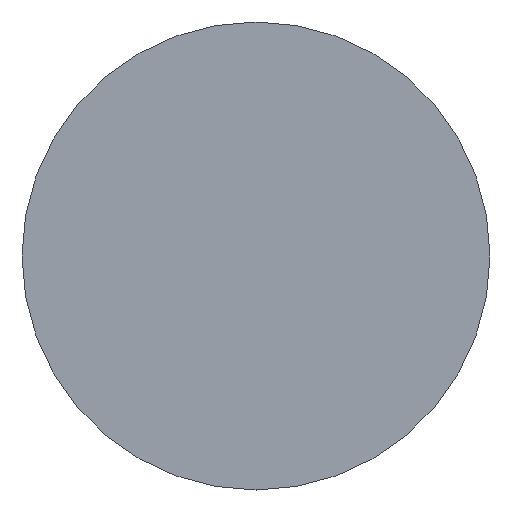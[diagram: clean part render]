
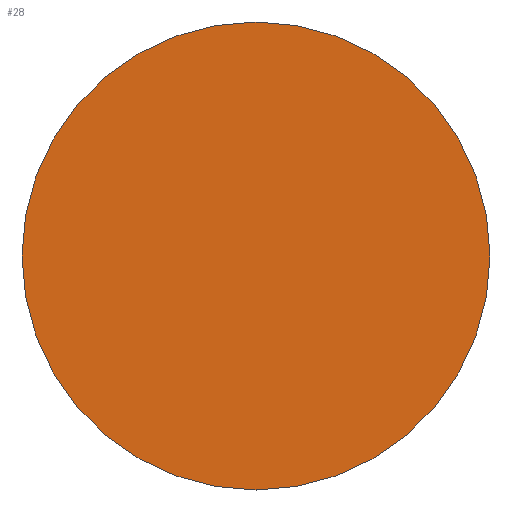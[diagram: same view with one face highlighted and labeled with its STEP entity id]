
A CAD part, front view. The second image highlights one B-rep face of the part: STEP entity #28.
In plain terms, the highlighted planar face has unit normal (0, -1, 0).
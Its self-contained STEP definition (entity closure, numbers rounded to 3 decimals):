
#11 = EDGE_CURVE ( 'NONE', #97, #150, #166, .T. ) ;
#12 = CARTESIAN_POINT ( 'NONE',  ( 0., 0., 0. ) ) ;
#28 = ADVANCED_FACE ( 'NONE', ( #198 ), #138, .T. ) ;
#39 = ORIENTED_EDGE ( 'NONE', *, *, #101, .F. ) ;
#44 = DIRECTION ( 'NONE',  ( 0., -1., 0. ) ) ;
#60 = CARTESIAN_POINT ( 'NONE',  ( 0., 0., 20. ) ) ;
#64 = DIRECTION ( 'NONE',  ( 0., 1., 0. ) ) ;
#79 = CARTESIAN_POINT ( 'NONE',  ( 0., 0., -20. ) ) ;
#88 = DIRECTION ( 'NONE',  ( 0., 0., -1. ) ) ;
#97 = VERTEX_POINT ( 'NONE', #60 ) ;
#101 = EDGE_CURVE ( 'NONE', #150, #97, #177, .T. ) ;
#111 = AXIS2_PLACEMENT_3D ( 'NONE', #12, #64, #200 ) ;
#120 = DIRECTION ( 'NONE',  ( 0., 1., 0. ) ) ;
#136 = CARTESIAN_POINT ( 'NONE',  ( 0., 0., 0. ) ) ;
#138 = PLANE ( 'NONE',  #184 ) ;
#150 = VERTEX_POINT ( 'NONE', #79 ) ;
#154 = DIRECTION ( 'NONE',  ( 0., 0., 1. ) ) ;
#160 = AXIS2_PLACEMENT_3D ( 'NONE', #169, #120, #154 ) ;
#166 = CIRCLE ( 'NONE', #160, 20. ) ;
#169 = CARTESIAN_POINT ( 'NONE',  ( 0., 0., 0. ) ) ;
#177 = CIRCLE ( 'NONE', #111, 20. ) ;
#184 = AXIS2_PLACEMENT_3D ( 'NONE', #136, #44, #88 ) ;
#191 = EDGE_LOOP ( 'NONE', ( #193, #39 ) ) ;
#193 = ORIENTED_EDGE ( 'NONE', *, *, #11, .F. ) ;
#198 = FACE_OUTER_BOUND ( 'NONE', #191, .T. ) ;
#200 = DIRECTION ( 'NONE',  ( 0., 0., 1. ) ) ;
